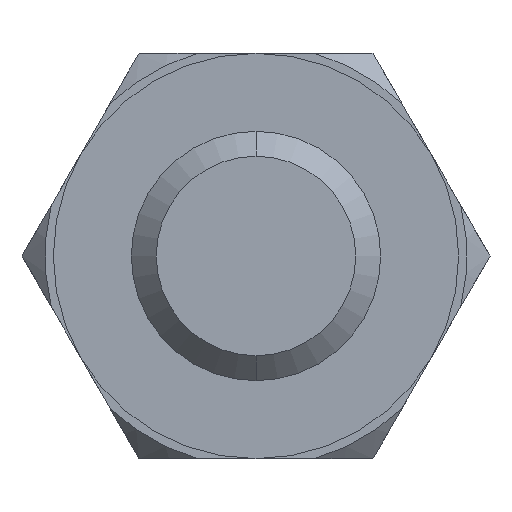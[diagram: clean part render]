
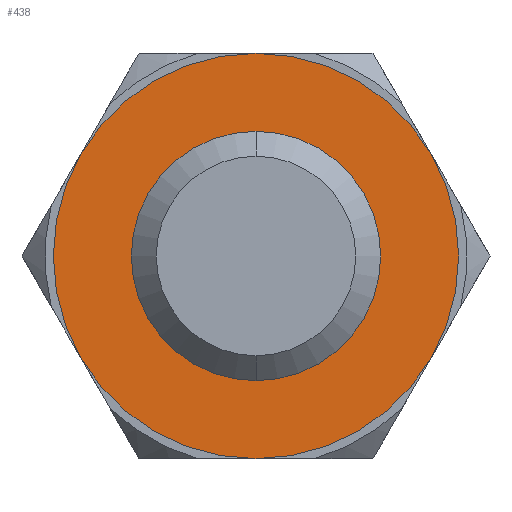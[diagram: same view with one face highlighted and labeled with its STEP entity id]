
A CAD part, front view. The second image highlights one B-rep face of the part: STEP entity #438.
In plain terms, the highlighted planar face has unit normal (0, -1, 0).
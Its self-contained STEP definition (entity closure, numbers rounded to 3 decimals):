
#23 = AXIS2_PLACEMENT_3D ( 'NONE', #590, #833, #907 ) ;
#27 = VERTEX_POINT ( 'NONE', #708 ) ;
#51 = CARTESIAN_POINT ( 'NONE',  ( 0., -5.3, 4. ) ) ;
#110 = EDGE_CURVE ( 'NONE', #460, #27, #965, .T. ) ;
#111 = CARTESIAN_POINT ( 'NONE',  ( 0., -5.3, 0. ) ) ;
#150 = PLANE ( 'NONE',  #742 ) ;
#208 = AXIS2_PLACEMENT_3D ( 'NONE', #736, #654, #811 ) ;
#210 = CIRCLE ( 'NONE', #23, 4. ) ;
#260 = ORIENTED_EDGE ( 'NONE', *, *, #110, .T. ) ;
#437 = AXIS2_PLACEMENT_3D ( 'NONE', #111, #646, #728 ) ;
#438 = ADVANCED_FACE ( 'NONE', ( #579, #473 ), #150, .F. ) ;
#460 = VERTEX_POINT ( 'NONE', #547 ) ;
#473 = FACE_OUTER_BOUND ( 'NONE', #704, .T. ) ;
#488 = ORIENTED_EDGE ( 'NONE', *, *, #774, .F. ) ;
#547 = CARTESIAN_POINT ( 'NONE',  ( 0., -5.3, 6.5 ) ) ;
#576 = CARTESIAN_POINT ( 'NONE',  ( 0., -5.3, -4. ) ) ;
#579 = FACE_BOUND ( 'NONE', #999, .T. ) ;
#590 = CARTESIAN_POINT ( 'NONE',  ( 0., -5.3, 0. ) ) ;
#607 = EDGE_CURVE ( 'NONE', #784, #696, #854, .T. ) ;
#626 = CIRCLE ( 'NONE', #208, 6.5 ) ;
#630 = ORIENTED_EDGE ( 'NONE', *, *, #607, .F. ) ;
#644 = DIRECTION ( 'NONE',  ( 0., 0., 1. ) ) ;
#646 = DIRECTION ( 'NONE',  ( 0., -1., 0. ) ) ;
#648 = CARTESIAN_POINT ( 'NONE',  ( 0., -5.3, 0. ) ) ;
#654 = DIRECTION ( 'NONE',  ( 0., -1., 0. ) ) ;
#676 = EDGE_CURVE ( 'NONE', #27, #460, #626, .T. ) ;
#696 = VERTEX_POINT ( 'NONE', #576 ) ;
#704 = EDGE_LOOP ( 'NONE', ( #967, #260 ) ) ;
#708 = CARTESIAN_POINT ( 'NONE',  ( 0., -5.3, -6.5 ) ) ;
#728 = DIRECTION ( 'NONE',  ( 0., 0., 1. ) ) ;
#736 = CARTESIAN_POINT ( 'NONE',  ( 0., -5.3, 0. ) ) ;
#742 = AXIS2_PLACEMENT_3D ( 'NONE', #851, #928, #776 ) ;
#774 = EDGE_CURVE ( 'NONE', #696, #784, #210, .T. ) ;
#776 = DIRECTION ( 'NONE',  ( 0., 0., 1. ) ) ;
#784 = VERTEX_POINT ( 'NONE', #51 ) ;
#811 = DIRECTION ( 'NONE',  ( 0., 0., 1. ) ) ;
#833 = DIRECTION ( 'NONE',  ( 0., -1., 0. ) ) ;
#851 = CARTESIAN_POINT ( 'NONE',  ( 0., -5.3, 0. ) ) ;
#854 = CIRCLE ( 'NONE', #952, 4. ) ;
#881 = DIRECTION ( 'NONE',  ( 0., -1., 0. ) ) ;
#907 = DIRECTION ( 'NONE',  ( 0., 0., 1. ) ) ;
#928 = DIRECTION ( 'NONE',  ( 0., 1., 0. ) ) ;
#952 = AXIS2_PLACEMENT_3D ( 'NONE', #648, #881, #644 ) ;
#965 = CIRCLE ( 'NONE', #437, 6.5 ) ;
#967 = ORIENTED_EDGE ( 'NONE', *, *, #676, .T. ) ;
#999 = EDGE_LOOP ( 'NONE', ( #630, #488 ) ) ;
